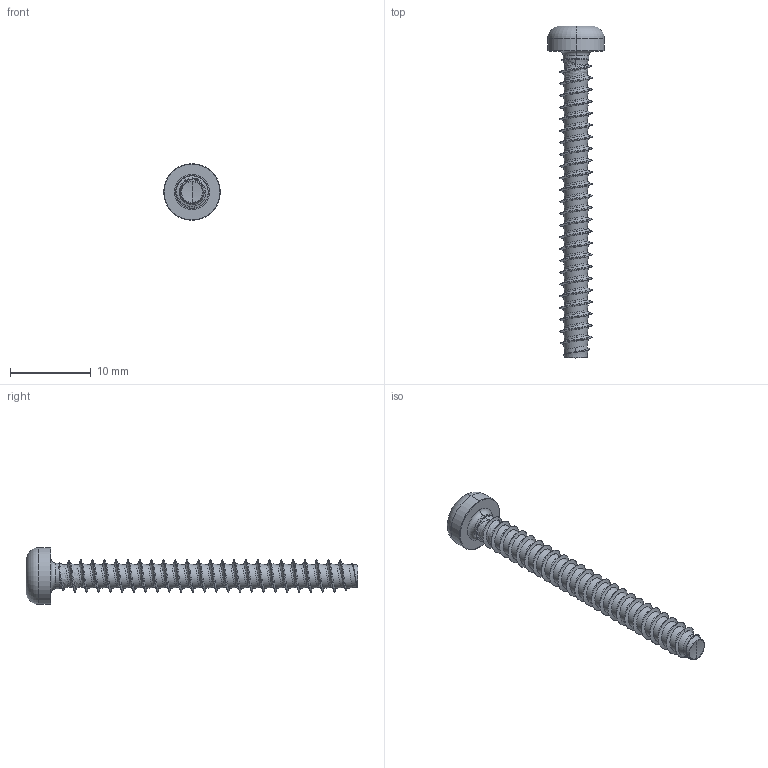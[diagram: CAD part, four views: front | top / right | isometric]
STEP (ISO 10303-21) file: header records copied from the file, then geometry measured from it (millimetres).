
FILE_DESCRIPTION (( 'STEP AP203' ), '1' );
FILE_NAME ('STP420400380.STEP', '2020-09-22T14:00:57', ( '' ), ( '' ), 'SwSTEP 2.0', 'SolidWorks 2015', '' );
FILE_SCHEMA (( 'CONFIG_CONTROL_DESIGN' ));
Products named in the file (2): STP420400380
Bounding box: 7 x 41.09 x 7 mm (x, y, z)
Volume: 372.5 mm3; surface area: 719.3 mm2
Topology: 1 solids, 1 shells, 138 faces, 355 edges, 221 vertices
Faces by surface type: cylinder 77, bspline 35, cone 11, torus 10, plane 3, sphere 2
Entity records: 36816 total; most frequent: CARTESIAN_POINT 33834, ORIENTED_EDGE 710, DIRECTION 440, EDGE_CURVE 355, VERTEX_POINT 221, AXIS2_PLACEMENT_3D 174, B_SPLINE_CURVE_WITH_KNOTS 143, EDGE_LOOP 140
